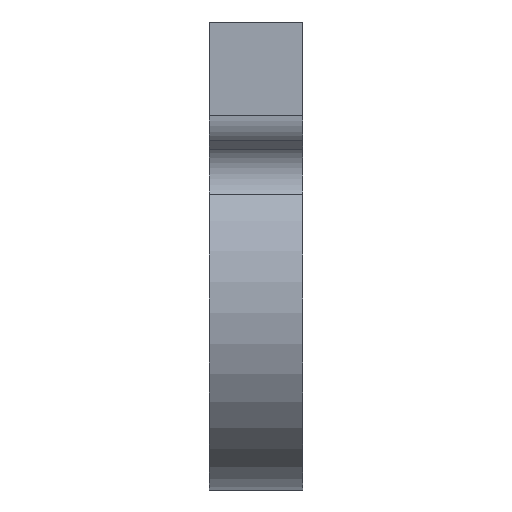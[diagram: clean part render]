
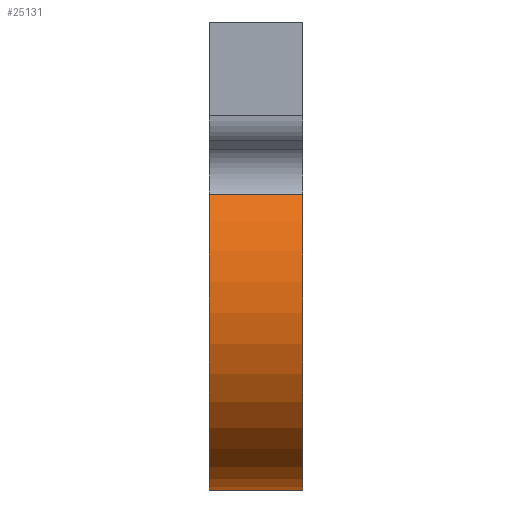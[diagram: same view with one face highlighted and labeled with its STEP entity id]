
A CAD part, left-side view. The second image highlights one B-rep face of the part: STEP entity #25131.
In plain terms, the highlighted cylindrical face has radius 16 mm (diameter 32 mm), a partial arc.
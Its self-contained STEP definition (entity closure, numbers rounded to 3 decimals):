
#565 = CIRCLE ( 'NONE', #26458, 16. ) ;
#984 = LINE ( 'NONE', #6326, #17483 ) ;
#1191 = EDGE_CURVE ( 'NONE', #27231, #10929, #16311, .T. ) ;
#2383 = FACE_OUTER_BOUND ( 'NONE', #19354, .T. ) ;
#3341 = CYLINDRICAL_SURFACE ( 'NONE', #12033, 16. ) ;
#3592 = EDGE_CURVE ( 'NONE', #8525, #27231, #25282, .T. ) ;
#6203 = VECTOR ( 'NONE', #20544, 1000. ) ;
#6326 = CARTESIAN_POINT ( 'NONE',  ( -13.044, 8., 9.266 ) ) ;
#6892 = CARTESIAN_POINT ( 'NONE',  ( 0., 8., 0. ) ) ;
#7497 = CARTESIAN_POINT ( 'NONE',  ( -13.044, 8., 9.266 ) ) ;
#7550 = EDGE_CURVE ( 'NONE', #10929, #9053, #984, .T. ) ;
#8422 = DIRECTION ( 'NONE',  ( 0., 1., 0. ) ) ;
#8525 = VERTEX_POINT ( 'NONE', #9310 ) ;
#9053 = VERTEX_POINT ( 'NONE', #7497 ) ;
#9310 = CARTESIAN_POINT ( 'NONE',  ( 0., 8., -16. ) ) ;
#10199 = CARTESIAN_POINT ( 'NONE',  ( 0., 8., 0. ) ) ;
#10362 = ORIENTED_EDGE ( 'NONE', *, *, #7550, .T. ) ;
#10929 = VERTEX_POINT ( 'NONE', #26334 ) ;
#12030 = DIRECTION ( 'NONE',  ( 0., 0., 1. ) ) ;
#12033 = AXIS2_PLACEMENT_3D ( 'NONE', #10199, #24898, #20885 ) ;
#15483 = ORIENTED_EDGE ( 'NONE', *, *, #3592, .T. ) ;
#16311 = CIRCLE ( 'NONE', #22231, 16. ) ;
#17483 = VECTOR ( 'NONE', #8422, 1000. ) ;
#19354 = EDGE_LOOP ( 'NONE', ( #19739, #15483, #26532, #10362 ) ) ;
#19739 = ORIENTED_EDGE ( 'NONE', *, *, #23879, .F. ) ;
#20378 = CARTESIAN_POINT ( 'NONE',  ( 0., 0., -16. ) ) ;
#20544 = DIRECTION ( 'NONE',  ( 0., -1., 0. ) ) ;
#20885 = DIRECTION ( 'NONE',  ( 0., 0., -1. ) ) ;
#21737 = DIRECTION ( 'NONE',  ( 0., 0., 1. ) ) ;
#22231 = AXIS2_PLACEMENT_3D ( 'NONE', #26895, #22703, #12030 ) ;
#22703 = DIRECTION ( 'NONE',  ( 0., 1., 0. ) ) ;
#23635 = DIRECTION ( 'NONE',  ( 0., 1., 0. ) ) ;
#23879 = EDGE_CURVE ( 'NONE', #8525, #9053, #565, .T. ) ;
#24898 = DIRECTION ( 'NONE',  ( 0., -1., 0. ) ) ;
#25131 = ADVANCED_FACE ( 'NONE', ( #2383 ), #3341, .T. ) ;
#25282 = LINE ( 'NONE', #27032, #6203 ) ;
#26334 = CARTESIAN_POINT ( 'NONE',  ( -13.044, 0., 9.266 ) ) ;
#26458 = AXIS2_PLACEMENT_3D ( 'NONE', #6892, #23635, #21737 ) ;
#26532 = ORIENTED_EDGE ( 'NONE', *, *, #1191, .T. ) ;
#26895 = CARTESIAN_POINT ( 'NONE',  ( 0., 0., 0. ) ) ;
#27032 = CARTESIAN_POINT ( 'NONE',  ( 0., 8., -16. ) ) ;
#27231 = VERTEX_POINT ( 'NONE', #20378 ) ;
